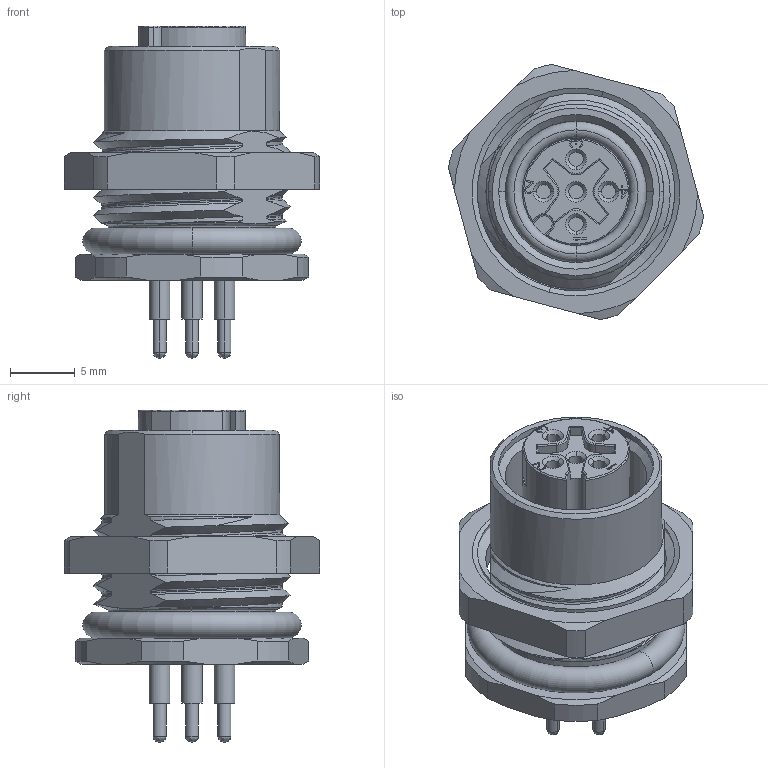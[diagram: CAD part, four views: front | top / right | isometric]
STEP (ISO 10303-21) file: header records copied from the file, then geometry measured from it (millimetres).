
FILE_DESCRIPTION((''),'2;1');
FILE_NAME('1404974_ASM','2017-03-15T',('bthumm'),(''),'PRO/ENGINEER BY PARAMETRIC TECHNOLOGY CORPORATION, 2014200','PRO/ENGINEER BY PARAMETRIC TECHNOLOGY CORPORATION, 2014200','');
FILE_SCHEMA(('AUTOMOTIVE_DESIGN { 1 0 10303 214 1 1 1 1 }'));
Length unit declared in the file: millimetre
Products named in the file (3): 1404974_SR; 1215121; 1404974_ASM
Assembly tree (2 placements, depth 2):
  1404974_ASM
    1404974_SR
    1215121
Bounding box: 19.64 x 19.64 x 25.55 mm (x, y, z)
Volume: 3073.2 mm3; surface area: 3148.5 mm2
Topology: 3 solids, 4 shells, 375 faces, 979 edges, 630 vertices
Faces by surface type: plane 165, cylinder 76, bspline 63, cone 39, torus 32
Entity records: 20633 total; most frequent: CARTESIAN_POINT 6932, ORIENTED_EDGE 1952, DIRECTION 1685, EDGE_CURVE 979, FILL_AREA_STYLE_COLOUR 666, FILL_AREA_STYLE 666, SURFACE_STYLE_FILL_AREA 666, SURFACE_SIDE_STYLE 666
